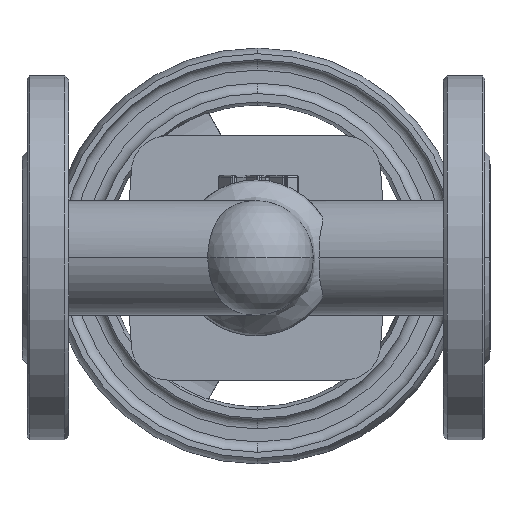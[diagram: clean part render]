
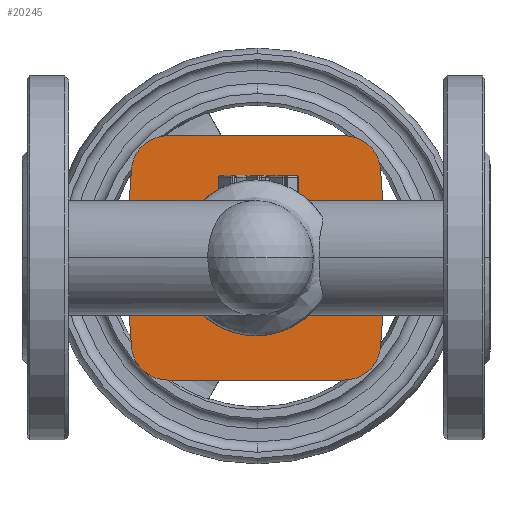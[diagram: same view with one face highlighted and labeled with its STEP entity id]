
A CAD part, front view. The second image highlights one B-rep face of the part: STEP entity #20245.
In plain terms, the highlighted planar face has unit normal (0, -1, 0).
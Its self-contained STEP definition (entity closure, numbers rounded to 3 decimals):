
#95 = AXIS2_PLACEMENT_3D ( 'NONE', #2308, #15099, #4136 ) ;
#100 = CARTESIAN_POINT ( 'NONE',  ( 0., 40., 0. ) ) ;
#108 = ORIENTED_EDGE ( 'NONE', *, *, #20391, .T. ) ;
#153 = CARTESIAN_POINT ( 'NONE',  ( 50.287, 40., 0. ) ) ;
#798 = VECTOR ( 'NONE', #1397, 1000. ) ;
#830 = DIRECTION ( 'NONE',  ( 0.07, 0., 0.998 ) ) ;
#1159 = VERTEX_POINT ( 'NONE', #2312 ) ;
#1192 = VERTEX_POINT ( 'NONE', #153 ) ;
#1331 = VERTEX_POINT ( 'NONE', #3752 ) ;
#1397 = DIRECTION ( 'NONE',  ( -1., 0., 0. ) ) ;
#1621 = LINE ( 'NONE', #11328, #6499 ) ;
#1932 = DIRECTION ( 'NONE',  ( -0.07, 0., 0.998 ) ) ;
#2183 = CARTESIAN_POINT ( 'NONE',  ( -50.287, 40., 0. ) ) ;
#2274 = ORIENTED_EDGE ( 'NONE', *, *, #3021, .F. ) ;
#2308 = CARTESIAN_POINT ( 'NONE',  ( 33.945, 40., -33. ) ) ;
#2312 = CARTESIAN_POINT ( 'NONE',  ( -33.945, 40., 47. ) ) ;
#2525 = VERTEX_POINT ( 'NONE', #8904 ) ;
#2539 = CARTESIAN_POINT ( 'NONE',  ( 33.945, 40., 33. ) ) ;
#2605 = ORIENTED_EDGE ( 'NONE', *, *, #22088, .F. ) ;
#2715 = VERTEX_POINT ( 'NONE', #4984 ) ;
#3021 = EDGE_CURVE ( 'NONE', #2715, #1331, #10147, .T. ) ;
#3441 = DIRECTION ( 'NONE',  ( 0., 0., -1. ) ) ;
#3504 = LINE ( 'NONE', #11022, #23548 ) ;
#3517 = ORIENTED_EDGE ( 'NONE', *, *, #23143, .T. ) ;
#3684 = VERTEX_POINT ( 'NONE', #18796 ) ;
#3752 = CARTESIAN_POINT ( 'NONE',  ( 0., 40., 30. ) ) ;
#3825 = CARTESIAN_POINT ( 'NONE',  ( -33.945, 40., -33. ) ) ;
#4136 = DIRECTION ( 'NONE',  ( 0., 0., -1. ) ) ;
#4383 = DIRECTION ( 'NONE',  ( 0., 0., -1. ) ) ;
#4506 = VERTEX_POINT ( 'NONE', #8543 ) ;
#4700 = CARTESIAN_POINT ( 'NONE',  ( -50.287, 40., 0. ) ) ;
#4759 = ORIENTED_EDGE ( 'NONE', *, *, #9473, .F. ) ;
#4771 = CARTESIAN_POINT ( 'NONE',  ( 34.413, 40., -2.862 ) ) ;
#4984 = CARTESIAN_POINT ( 'NONE',  ( 28.823, 40., 8.321 ) ) ;
#4986 = CARTESIAN_POINT ( 'NONE',  ( 0., 40., 0. ) ) ;
#5215 = CIRCLE ( 'NONE', #95, 14. ) ;
#5744 = DIRECTION ( 'NONE',  ( 0., -1., 0. ) ) ;
#6137 = DIRECTION ( 'NONE',  ( 0., 0., -1. ) ) ;
#6190 = VERTEX_POINT ( 'NONE', #7923 ) ;
#6459 = EDGE_CURVE ( 'NONE', #1159, #2525, #15708, .T. ) ;
#6499 = VECTOR ( 'NONE', #7687, 1000. ) ;
#6639 = CARTESIAN_POINT ( 'NONE',  ( 33.945, 40., 47. ) ) ;
#6773 = FACE_OUTER_BOUND ( 'NONE', #16617, .T. ) ;
#7313 = LINE ( 'NONE', #11448, #798 ) ;
#7499 = DIRECTION ( 'NONE',  ( 0., -1., 0. ) ) ;
#7520 = AXIS2_PLACEMENT_3D ( 'NONE', #3825, #15666, #3441 ) ;
#7687 = DIRECTION ( 'NONE',  ( -0.07, 0., 0.998 ) ) ;
#7764 = CARTESIAN_POINT ( 'NONE',  ( 47., 40., -47. ) ) ;
#7923 = CARTESIAN_POINT ( 'NONE',  ( 33.945, 40., -47. ) ) ;
#7939 = AXIS2_PLACEMENT_3D ( 'NONE', #9848, #11640, #6137 ) ;
#8325 = CIRCLE ( 'NONE', #9794, 30. ) ;
#8348 = VERTEX_POINT ( 'NONE', #14459 ) ;
#8543 = CARTESIAN_POINT ( 'NONE',  ( 47.911, 40., 33.977 ) ) ;
#8904 = CARTESIAN_POINT ( 'NONE',  ( -47.911, 40., 33.977 ) ) ;
#9473 = EDGE_CURVE ( 'NONE', #8348, #10370, #23277, .T. ) ;
#9760 = VECTOR ( 'NONE', #830, 1000. ) ;
#9794 = AXIS2_PLACEMENT_3D ( 'NONE', #18534, #5744, #16695 ) ;
#9848 = CARTESIAN_POINT ( 'NONE',  ( -33.945, 40., 33. ) ) ;
#10147 = CIRCLE ( 'NONE', #17653, 30. ) ;
#10284 = VECTOR ( 'NONE', #23099, 1000. ) ;
#10370 = VERTEX_POINT ( 'NONE', #13502 ) ;
#10420 = EDGE_CURVE ( 'NONE', #12366, #15075, #19811, .T. ) ;
#10659 = EDGE_CURVE ( 'NONE', #17151, #2525, #14056, .T. ) ;
#11022 = CARTESIAN_POINT ( 'NONE',  ( -47., 40., -47. ) ) ;
#11328 = CARTESIAN_POINT ( 'NONE',  ( 50.287, 40., 0. ) ) ;
#11366 = CIRCLE ( 'NONE', #17968, 30. ) ;
#11394 = CARTESIAN_POINT ( 'NONE',  ( 28.823, 40., 8.321 ) ) ;
#11448 = CARTESIAN_POINT ( 'NONE',  ( 47., 40., 47. ) ) ;
#11477 = DIRECTION ( 'NONE',  ( 0.07, 0., 0.998 ) ) ;
#11504 = CIRCLE ( 'NONE', #19994, 14. ) ;
#11640 = DIRECTION ( 'NONE',  ( 0., -1., 0. ) ) ;
#11735 = ORIENTED_EDGE ( 'NONE', *, *, #10659, .F. ) ;
#11936 = EDGE_CURVE ( 'NONE', #10370, #2715, #16440, .T. ) ;
#12027 = ORIENTED_EDGE ( 'NONE', *, *, #17722, .T. ) ;
#12050 = VERTEX_POINT ( 'NONE', #17175 ) ;
#12366 = VERTEX_POINT ( 'NONE', #21529 ) ;
#12458 = CARTESIAN_POINT ( 'NONE',  ( 34.413, 40., 0. ) ) ;
#12498 = DIRECTION ( 'NONE',  ( 0., 0., -1. ) ) ;
#12553 = CARTESIAN_POINT ( 'NONE',  ( -33.945, 40., -47. ) ) ;
#13333 = CARTESIAN_POINT ( 'NONE',  ( 34.413, 40., 0. ) ) ;
#13502 = CARTESIAN_POINT ( 'NONE',  ( 34.413, 40., 0. ) ) ;
#14056 = LINE ( 'NONE', #2183, #9760 ) ;
#14363 = CARTESIAN_POINT ( 'NONE',  ( 34.413, 40., 2.862 ) ) ;
#14439 = DIRECTION ( 'NONE',  ( 0., 0., -1. ) ) ;
#14459 = CARTESIAN_POINT ( 'NONE',  ( 28.823, 40., -8.321 ) ) ;
#15075 = VERTEX_POINT ( 'NONE', #12553 ) ;
#15099 = DIRECTION ( 'NONE',  ( 0., -1., 0. ) ) ;
#15199 = ORIENTED_EDGE ( 'NONE', *, *, #23083, .T. ) ;
#15265 = PLANE ( 'NONE',  #15281 ) ;
#15281 = AXIS2_PLACEMENT_3D ( 'NONE', #4986, #20752, #12498 ) ;
#15331 = DIRECTION ( 'NONE',  ( 0., -1., 0. ) ) ;
#15568 = EDGE_CURVE ( 'NONE', #12050, #8348, #8325, .T. ) ;
#15666 = DIRECTION ( 'NONE',  ( 0., -1., 0. ) ) ;
#15708 = CIRCLE ( 'NONE', #7939, 14. ) ;
#15876 = EDGE_LOOP ( 'NONE', ( #4759, #19948, #2605, #2274, #23465 ) ) ;
#16440 =( BOUNDED_CURVE ( )  B_SPLINE_CURVE ( 3, ( #12458, #14363, #16995, #11394 ),
 .UNSPECIFIED., .F., .T. ) 
 B_SPLINE_CURVE_WITH_KNOTS ( ( 4, 4 ),
 ( 3.142, 3.529 ),
 .UNSPECIFIED. ) 
 CURVE ( )  GEOMETRIC_REPRESENTATION_ITEM ( )  RATIONAL_B_SPLINE_CURVE ( ( 1., 0.988, 0.988, 1. ) ) 
 REPRESENTATION_ITEM ( '' )  );
#16617 = EDGE_LOOP ( 'NONE', ( #18889, #15199, #12027, #21195, #3517, #108, #20029, #11735, #21484, #21670 ) ) ;
#16695 = DIRECTION ( 'NONE',  ( 0., 0., -1. ) ) ;
#16995 = CARTESIAN_POINT ( 'NONE',  ( 32.526, 40., 5.671 ) ) ;
#17151 = VERTEX_POINT ( 'NONE', #4700 ) ;
#17175 = CARTESIAN_POINT ( 'NONE',  ( 0., 40., -30. ) ) ;
#17348 = FACE_BOUND ( 'NONE', #15876, .T. ) ;
#17653 = AXIS2_PLACEMENT_3D ( 'NONE', #100, #20175, #14439 ) ;
#17722 = EDGE_CURVE ( 'NONE', #3684, #1192, #21549, .T. ) ;
#17968 = AXIS2_PLACEMENT_3D ( 'NONE', #18508, #7499, #20309 ) ;
#18508 = CARTESIAN_POINT ( 'NONE',  ( 0., 40., 0. ) ) ;
#18534 = CARTESIAN_POINT ( 'NONE',  ( 0., 40., 0. ) ) ;
#18796 = CARTESIAN_POINT ( 'NONE',  ( 47.911, 40., -33.977 ) ) ;
#18889 = ORIENTED_EDGE ( 'NONE', *, *, #23681, .F. ) ;
#18931 = VECTOR ( 'NONE', #11477, 1000. ) ;
#19370 = CARTESIAN_POINT ( 'NONE',  ( 28.823, 40., -8.321 ) ) ;
#19409 = CARTESIAN_POINT ( 'NONE',  ( 47., 40., -47. ) ) ;
#19811 = CIRCLE ( 'NONE', #7520, 14. ) ;
#19948 = ORIENTED_EDGE ( 'NONE', *, *, #15568, .F. ) ;
#19994 = AXIS2_PLACEMENT_3D ( 'NONE', #2539, #15331, #4383 ) ;
#20021 = LINE ( 'NONE', #19409, #10284 ) ;
#20029 = ORIENTED_EDGE ( 'NONE', *, *, #6459, .T. ) ;
#20175 = DIRECTION ( 'NONE',  ( 0., -1., 0. ) ) ;
#20245 = ADVANCED_FACE ( 'NONE', ( #17348, #6773 ), #15265, .T. ) ;
#20304 = CARTESIAN_POINT ( 'NONE',  ( 32.526, 40., -5.671 ) ) ;
#20309 = DIRECTION ( 'NONE',  ( 0., 0., -1. ) ) ;
#20391 = EDGE_CURVE ( 'NONE', #22442, #1159, #7313, .T. ) ;
#20752 = DIRECTION ( 'NONE',  ( 0., -1., 0. ) ) ;
#21195 = ORIENTED_EDGE ( 'NONE', *, *, #21555, .T. ) ;
#21484 = ORIENTED_EDGE ( 'NONE', *, *, #22718, .F. ) ;
#21529 = CARTESIAN_POINT ( 'NONE',  ( -47.911, 40., -33.977 ) ) ;
#21549 = LINE ( 'NONE', #7764, #18931 ) ;
#21555 = EDGE_CURVE ( 'NONE', #1192, #4506, #1621, .T. ) ;
#21670 = ORIENTED_EDGE ( 'NONE', *, *, #10420, .T. ) ;
#22088 = EDGE_CURVE ( 'NONE', #1331, #12050, #11366, .T. ) ;
#22442 = VERTEX_POINT ( 'NONE', #6639 ) ;
#22718 = EDGE_CURVE ( 'NONE', #12366, #17151, #3504, .T. ) ;
#23083 = EDGE_CURVE ( 'NONE', #6190, #3684, #5215, .T. ) ;
#23099 = DIRECTION ( 'NONE',  ( -1., 0., 0. ) ) ;
#23143 = EDGE_CURVE ( 'NONE', #4506, #22442, #11504, .T. ) ;
#23277 =( BOUNDED_CURVE ( )  B_SPLINE_CURVE ( 3, ( #19370, #20304, #4771, #13333 ),
 .UNSPECIFIED., .F., .F. ) 
 B_SPLINE_CURVE_WITH_KNOTS ( ( 4, 4 ),
 ( 2.754, 3.142 ),
 .UNSPECIFIED. ) 
 CURVE ( )  GEOMETRIC_REPRESENTATION_ITEM ( )  RATIONAL_B_SPLINE_CURVE ( ( 1., 0.988, 0.988, 1. ) ) 
 REPRESENTATION_ITEM ( '' )  );
#23465 = ORIENTED_EDGE ( 'NONE', *, *, #11936, .F. ) ;
#23548 = VECTOR ( 'NONE', #1932, 1000. ) ;
#23681 = EDGE_CURVE ( 'NONE', #6190, #15075, #20021, .T. ) ;
